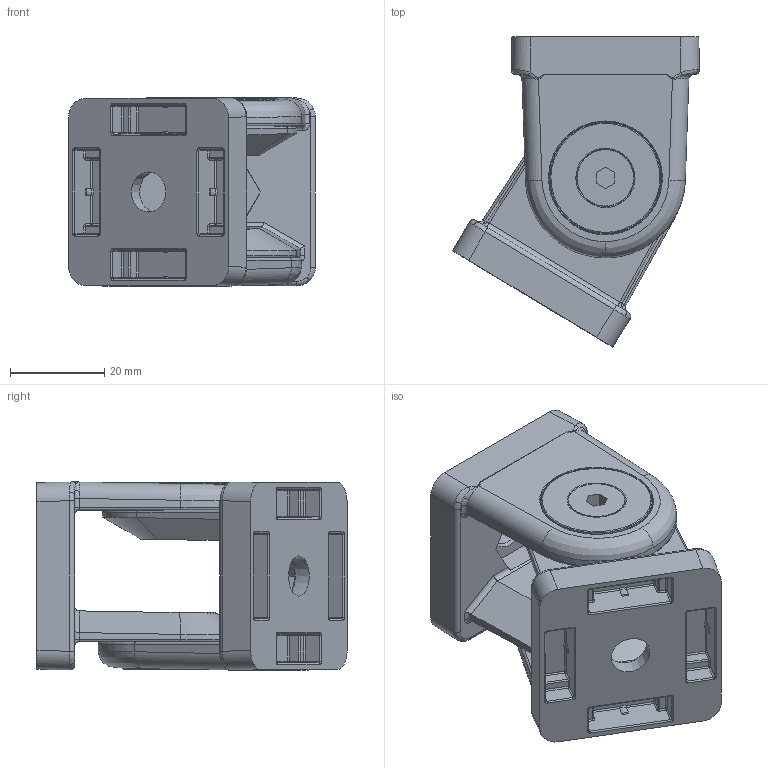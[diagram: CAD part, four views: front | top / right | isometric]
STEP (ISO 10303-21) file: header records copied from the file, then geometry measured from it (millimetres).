
FILE_DESCRIPTION(/* description */ ('KriTec Gelenk 8 40x40, Premium, schwarz'),/* implementation_level */ '2;1');
FILE_NAME(/* name */ '13403_KriTec_Gelenk_8_40x40_Premium_schwarz.stp',/* time_stamp */ '2019-08-29T11:56:01+02:00',/* author */ ('jendrek'),/* organization */ (''),/* preprocessor_version */ 'ST-DEVELOPER v17',/* originating_system */ 'Autodesk Inventor 2018',/* authorisation */ '');
FILE_SCHEMA (('AUTOMOTIVE_DESIGN { 1 0 10303 214 3 1 1 }'));
Length unit declared in the file: millimetre
Products named in the file (5): 13403; 13403_3; 13403_1; 13403_2; 13403_4
Assembly tree (8 placements, depth 2):
  13403
    13403_2  x2
    13403_1  x2
    13403_4  x2
    13403_3  x2
Bounding box: 52.47 x 65.95 x 40.02 mm (x, y, z)
Volume: 41897.2 mm3; surface area: 25743.8 mm2
Topology: 8 solids, 8 shells, 944 faces, 2260 edges, 1262 vertices
Faces by surface type: cylinder 362, plane 198, bspline 144, torus 110, sphere 96, cone 34
Full cylindrical faces by diameter (mm): 2 x4, 5 x2, 6 x2, 6.4 x4, 12 x2, 12.2 x2, 13 x2, 16 x2, 16.2 x2, 23.6 x2, 24 x2, 25.8 x2, 26 x2
Entity records: 16612 total; most frequent: CARTESIAN_POINT 5621, DIRECTION 2284, ORIENTED_EDGE 2164, EDGE_CURVE 1082, AXIS2_PLACEMENT_3D 941, VERTEX_POINT 631, EDGE_LOOP 495, CIRCLE 483
